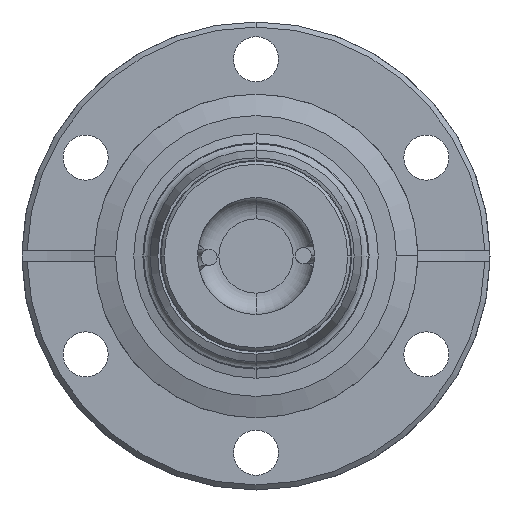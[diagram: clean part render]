
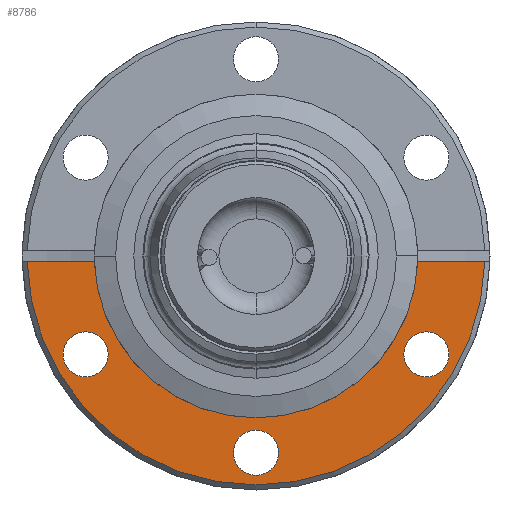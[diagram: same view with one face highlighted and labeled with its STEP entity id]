
A CAD part, front view. The second image highlights one B-rep face of the part: STEP entity #8786.
In plain terms, the highlighted planar face has unit normal (0, -1, 0).
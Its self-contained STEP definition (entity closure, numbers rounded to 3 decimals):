
#130 = DIRECTION ( 'NONE',  ( 0., 0., -1. ) ) ;
#185 = CIRCLE ( 'NONE', #4858, 24.155 ) ;
#252 = VERTEX_POINT ( 'NONE', #5415 ) ;
#392 = ORIENTED_EDGE ( 'NONE', *, *, #451, .T. ) ;
#429 = FACE_OUTER_BOUND ( 'NONE', #2022, .T. ) ;
#451 = EDGE_CURVE ( 'NONE', #6991, #6945, #1593, .T. ) ;
#613 = VERTEX_POINT ( 'NONE', #7804 ) ;
#625 = LINE ( 'NONE', #8423, #7990 ) ;
#668 = EDGE_CURVE ( 'NONE', #613, #1824, #3600, .T. ) ;
#721 = CIRCLE ( 'NONE', #7594, 34.163 ) ;
#867 = DIRECTION ( 'NONE',  ( 0., -1., 0. ) ) ;
#1494 = CARTESIAN_POINT ( 'NONE',  ( -25.429, 16.567, -18.047 ) ) ;
#1567 = DIRECTION ( 'NONE',  ( 0., -1., 0. ) ) ;
#1593 = CIRCLE ( 'NONE', #4728, 3.366 ) ;
#1619 = AXIS2_PLACEMENT_3D ( 'NONE', #6944, #2693, #7686 ) ;
#1824 = VERTEX_POINT ( 'NONE', #5769 ) ;
#1937 = DIRECTION ( 'NONE',  ( -1., 0., 0. ) ) ;
#2022 = EDGE_LOOP ( 'NONE', ( #8085, #2995, #6641, #5554, #6333 ) ) ;
#2116 = ORIENTED_EDGE ( 'NONE', *, *, #8813, .T. ) ;
#2242 = EDGE_LOOP ( 'NONE', ( #2116, #392 ) ) ;
#2255 = EDGE_CURVE ( 'NONE', #2615, #4643, #8783, .T. ) ;
#2283 = FACE_BOUND ( 'NONE', #3359, .T. ) ;
#2615 = VERTEX_POINT ( 'NONE', #5719 ) ;
#2639 = EDGE_CURVE ( 'NONE', #3564, #4157, #185, .T. ) ;
#2693 = DIRECTION ( 'NONE',  ( 0., 1., 0. ) ) ;
#2705 = EDGE_LOOP ( 'NONE', ( #9120, #8840 ) ) ;
#2750 = CARTESIAN_POINT ( 'NONE',  ( -25.429, 16.567, -14.681 ) ) ;
#2897 = DIRECTION ( 'NONE',  ( 0., 1., 0. ) ) ;
#2995 = ORIENTED_EDGE ( 'NONE', *, *, #2639, .T. ) ;
#3050 = DIRECTION ( 'NONE',  ( 0., 1., 0. ) ) ;
#3189 = FACE_BOUND ( 'NONE', #2242, .T. ) ;
#3289 = CARTESIAN_POINT ( 'NONE',  ( 25.429, 16.567, -14.681 ) ) ;
#3359 = EDGE_LOOP ( 'NONE', ( #7403, #8180 ) ) ;
#3564 = VERTEX_POINT ( 'NONE', #5440 ) ;
#3600 = CIRCLE ( 'NONE', #5504, 3.366 ) ;
#3696 = PLANE ( 'NONE',  #4268 ) ;
#3737 = CIRCLE ( 'NONE', #8599, 3.366 ) ;
#3827 = CARTESIAN_POINT ( 'NONE',  ( 0., 16.567, -29.362 ) ) ;
#3966 = CIRCLE ( 'NONE', #5684, 3.366 ) ;
#3993 = DIRECTION ( 'NONE',  ( 0., 0., -1. ) ) ;
#4157 = VERTEX_POINT ( 'NONE', #4545 ) ;
#4268 = AXIS2_PLACEMENT_3D ( 'NONE', #5108, #867, #5827 ) ;
#4523 = DIRECTION ( 'NONE',  ( 0., 0., -1. ) ) ;
#4524 = CARTESIAN_POINT ( 'NONE',  ( 25.429, 16.567, -14.681 ) ) ;
#4545 = CARTESIAN_POINT ( 'NONE',  ( 0., 16.567, -24.155 ) ) ;
#4643 = VERTEX_POINT ( 'NONE', #6923 ) ;
#4728 = AXIS2_PLACEMENT_3D ( 'NONE', #2750, #2897, #130 ) ;
#4745 = LINE ( 'NONE', #6115, #6412 ) ;
#4858 = AXIS2_PLACEMENT_3D ( 'NONE', #5424, #5413, #5394 ) ;
#5089 = EDGE_CURVE ( 'NONE', #7942, #3564, #625, .T. ) ;
#5108 = CARTESIAN_POINT ( 'NONE',  ( 34.163, 16.567, 0. ) ) ;
#5227 = DIRECTION ( 'NONE',  ( 0., 1., 0. ) ) ;
#5394 = DIRECTION ( 'NONE',  ( 0., 0., -1. ) ) ;
#5409 = EDGE_CURVE ( 'NONE', #1824, #613, #5709, .T. ) ;
#5413 = DIRECTION ( 'NONE',  ( 0., 1., 0. ) ) ;
#5415 = CARTESIAN_POINT ( 'NONE',  ( -34.154, 16.567, -0.787 ) ) ;
#5424 = CARTESIAN_POINT ( 'NONE',  ( 0., 16.567, 0. ) ) ;
#5440 = CARTESIAN_POINT ( 'NONE',  ( 24.143, 16.567, -0.787 ) ) ;
#5504 = AXIS2_PLACEMENT_3D ( 'NONE', #4524, #5227, #5767 ) ;
#5528 = AXIS2_PLACEMENT_3D ( 'NONE', #3289, #8291, #3993 ) ;
#5554 = ORIENTED_EDGE ( 'NONE', *, *, #8514, .T. ) ;
#5684 = AXIS2_PLACEMENT_3D ( 'NONE', #7317, #3050, #8057 ) ;
#5709 = CIRCLE ( 'NONE', #5528, 3.366 ) ;
#5719 = CARTESIAN_POINT ( 'NONE',  ( 0., 16.567, -32.728 ) ) ;
#5767 = DIRECTION ( 'NONE',  ( 0., 0., -1. ) ) ;
#5769 = CARTESIAN_POINT ( 'NONE',  ( 25.429, 16.567, -18.047 ) ) ;
#5822 = CARTESIAN_POINT ( 'NONE',  ( 0., 16.567, 0. ) ) ;
#5827 = DIRECTION ( 'NONE',  ( 0., 0., -1. ) ) ;
#5923 = EDGE_CURVE ( 'NONE', #252, #7942, #721, .T. ) ;
#6115 = CARTESIAN_POINT ( 'NONE',  ( 34.163, 16.567, -0.787 ) ) ;
#6263 = DIRECTION ( 'NONE',  ( -1., 0., 0. ) ) ;
#6333 = ORIENTED_EDGE ( 'NONE', *, *, #5923, .T. ) ;
#6412 = VECTOR ( 'NONE', #1937, 1000. ) ;
#6518 = CARTESIAN_POINT ( 'NONE',  ( -25.429, 16.567, -11.316 ) ) ;
#6541 = DIRECTION ( 'NONE',  ( 0., 0., 1. ) ) ;
#6641 = ORIENTED_EDGE ( 'NONE', *, *, #8536, .T. ) ;
#6741 = CARTESIAN_POINT ( 'NONE',  ( 34.154, 16.567, -0.787 ) ) ;
#6923 = CARTESIAN_POINT ( 'NONE',  ( 0., 16.567, -25.997 ) ) ;
#6944 = CARTESIAN_POINT ( 'NONE',  ( 0., 16.567, 0. ) ) ;
#6945 = VERTEX_POINT ( 'NONE', #1494 ) ;
#6991 = VERTEX_POINT ( 'NONE', #6518 ) ;
#7135 = AXIS2_PLACEMENT_3D ( 'NONE', #8542, #8527, #8517 ) ;
#7156 = VERTEX_POINT ( 'NONE', #7545 ) ;
#7317 = CARTESIAN_POINT ( 'NONE',  ( -25.429, 16.567, -14.681 ) ) ;
#7403 = ORIENTED_EDGE ( 'NONE', *, *, #2255, .T. ) ;
#7545 = CARTESIAN_POINT ( 'NONE',  ( -24.143, 16.567, -0.787 ) ) ;
#7594 = AXIS2_PLACEMENT_3D ( 'NONE', #5822, #1567, #6541 ) ;
#7686 = DIRECTION ( 'NONE',  ( 0., 0., -1. ) ) ;
#7781 = FACE_BOUND ( 'NONE', #2705, .T. ) ;
#7804 = CARTESIAN_POINT ( 'NONE',  ( 25.429, 16.567, -11.316 ) ) ;
#7942 = VERTEX_POINT ( 'NONE', #6741 ) ;
#7990 = VECTOR ( 'NONE', #6263, 1000. ) ;
#8057 = DIRECTION ( 'NONE',  ( 0., 0., -1. ) ) ;
#8085 = ORIENTED_EDGE ( 'NONE', *, *, #5089, .T. ) ;
#8120 = CIRCLE ( 'NONE', #1619, 24.155 ) ;
#8180 = ORIENTED_EDGE ( 'NONE', *, *, #8877, .T. ) ;
#8291 = DIRECTION ( 'NONE',  ( 0., 1., 0. ) ) ;
#8423 = CARTESIAN_POINT ( 'NONE',  ( 34.163, 16.567, -0.787 ) ) ;
#8514 = EDGE_CURVE ( 'NONE', #7156, #252, #4745, .T. ) ;
#8517 = DIRECTION ( 'NONE',  ( 0., 0., -1. ) ) ;
#8527 = DIRECTION ( 'NONE',  ( 0., 1., 0. ) ) ;
#8536 = EDGE_CURVE ( 'NONE', #4157, #7156, #8120, .T. ) ;
#8542 = CARTESIAN_POINT ( 'NONE',  ( 0., 16.567, -29.362 ) ) ;
#8599 = AXIS2_PLACEMENT_3D ( 'NONE', #3827, #8831, #4523 ) ;
#8783 = CIRCLE ( 'NONE', #7135, 3.366 ) ;
#8786 = ADVANCED_FACE ( 'NONE', ( #429, #2283, #3189, #7781 ), #3696, .T. ) ;
#8813 = EDGE_CURVE ( 'NONE', #6945, #6991, #3966, .T. ) ;
#8831 = DIRECTION ( 'NONE',  ( 0., 1., 0. ) ) ;
#8840 = ORIENTED_EDGE ( 'NONE', *, *, #668, .T. ) ;
#8877 = EDGE_CURVE ( 'NONE', #4643, #2615, #3737, .T. ) ;
#9120 = ORIENTED_EDGE ( 'NONE', *, *, #5409, .T. ) ;
